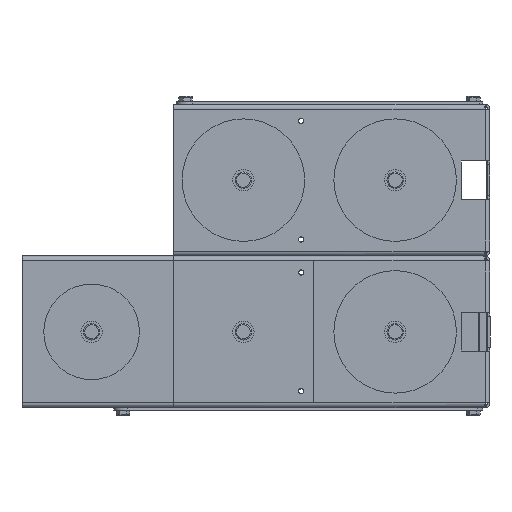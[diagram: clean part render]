
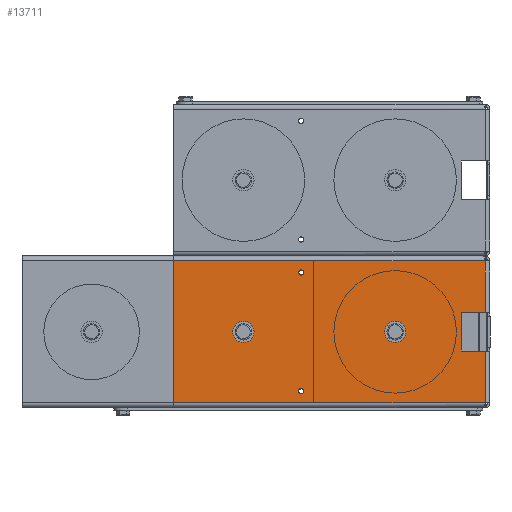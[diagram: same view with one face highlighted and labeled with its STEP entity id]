
A CAD part, front view. The second image highlights one B-rep face of the part: STEP entity #13711.
In plain terms, the highlighted planar face has unit normal (0, -1, 0).
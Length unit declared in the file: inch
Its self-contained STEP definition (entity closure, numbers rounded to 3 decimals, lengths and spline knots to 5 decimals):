
#523=FACE_BOUND('',#4870,.T.);
#524=FACE_BOUND('',#4871,.T.);
#525=FACE_BOUND('',#4872,.T.);
#526=FACE_BOUND('',#4873,.T.);
#812=PLANE('',#14939);
#1443=LINE('',#20899,#2686);
#1445=LINE('',#20905,#2688);
#1449=LINE('',#20915,#2692);
#1450=LINE('',#20917,#2693);
#1451=LINE('',#20919,#2694);
#1452=LINE('',#20921,#2695);
#1453=LINE('',#20923,#2696);
#1454=LINE('',#20925,#2697);
#1455=LINE('',#20927,#2698);
#1456=LINE('',#20929,#2699);
#1457=LINE('',#20931,#2700);
#1458=LINE('',#20932,#2701);
#2686=VECTOR('',#16757,0.3937);
#2688=VECTOR('',#16763,0.3937);
#2692=VECTOR('',#16771,0.3937);
#2693=VECTOR('',#16772,0.3937);
#2694=VECTOR('',#16773,0.3937);
#2695=VECTOR('',#16774,0.3937);
#2696=VECTOR('',#16775,0.3937);
#2697=VECTOR('',#16776,0.3937);
#2698=VECTOR('',#16777,0.3937);
#2699=VECTOR('',#16778,0.3937);
#2700=VECTOR('',#16779,0.3937);
#2701=VECTOR('',#16780,0.3937);
#4102=FACE_OUTER_BOUND('',#4869,.T.);
#4869=EDGE_LOOP('',(#10291,#10292,#10293,#10294,#10295,#10296,#10297,#10298,
#10299,#10300,#10301,#10302));
#4870=EDGE_LOOP('',(#10303));
#4871=EDGE_LOOP('',(#10304));
#4872=EDGE_LOOP('',(#10305));
#4873=EDGE_LOOP('',(#10306));
#5821=CIRCLE('',#14923,0.28);
#5823=CIRCLE('',#14926,0.28);
#5825=CIRCLE('',#14929,0.07);
#5827=CIRCLE('',#14932,0.07);
#6416=VERTEX_POINT('',#20871);
#6418=VERTEX_POINT('',#20877);
#6420=VERTEX_POINT('',#20883);
#6422=VERTEX_POINT('',#20889);
#6425=VERTEX_POINT('',#20896);
#6426=VERTEX_POINT('',#20898);
#6428=VERTEX_POINT('',#20904);
#6432=VERTEX_POINT('',#20914);
#6433=VERTEX_POINT('',#20916);
#6434=VERTEX_POINT('',#20918);
#6435=VERTEX_POINT('',#20920);
#6436=VERTEX_POINT('',#20922);
#6437=VERTEX_POINT('',#20924);
#6438=VERTEX_POINT('',#20926);
#6439=VERTEX_POINT('',#20928);
#6440=VERTEX_POINT('',#20930);
#7903=EDGE_CURVE('',#6416,#6416,#5821,.T.);
#7906=EDGE_CURVE('',#6418,#6418,#5823,.T.);
#7909=EDGE_CURVE('',#6420,#6420,#5825,.T.);
#7912=EDGE_CURVE('',#6422,#6422,#5827,.T.);
#7916=EDGE_CURVE('',#6425,#6426,#1443,.T.);
#7919=EDGE_CURVE('',#6428,#6426,#1445,.T.);
#7924=EDGE_CURVE('',#6432,#6425,#1449,.T.);
#7925=EDGE_CURVE('',#6433,#6432,#1450,.T.);
#7926=EDGE_CURVE('',#6434,#6433,#1451,.T.);
#7927=EDGE_CURVE('',#6435,#6434,#1452,.T.);
#7928=EDGE_CURVE('',#6435,#6436,#1453,.T.);
#7929=EDGE_CURVE('',#6436,#6437,#1454,.T.);
#7930=EDGE_CURVE('',#6437,#6438,#1455,.T.);
#7931=EDGE_CURVE('',#6438,#6439,#1456,.T.);
#7932=EDGE_CURVE('',#6439,#6440,#1457,.T.);
#7933=EDGE_CURVE('',#6440,#6428,#1458,.T.);
#10291=ORIENTED_EDGE('',*,*,#7916,.F.);
#10292=ORIENTED_EDGE('',*,*,#7924,.F.);
#10293=ORIENTED_EDGE('',*,*,#7925,.F.);
#10294=ORIENTED_EDGE('',*,*,#7926,.F.);
#10295=ORIENTED_EDGE('',*,*,#7927,.F.);
#10296=ORIENTED_EDGE('',*,*,#7928,.T.);
#10297=ORIENTED_EDGE('',*,*,#7929,.T.);
#10298=ORIENTED_EDGE('',*,*,#7930,.T.);
#10299=ORIENTED_EDGE('',*,*,#7931,.T.);
#10300=ORIENTED_EDGE('',*,*,#7932,.T.);
#10301=ORIENTED_EDGE('',*,*,#7933,.T.);
#10302=ORIENTED_EDGE('',*,*,#7919,.T.);
#10303=ORIENTED_EDGE('',*,*,#7903,.T.);
#10304=ORIENTED_EDGE('',*,*,#7906,.T.);
#10305=ORIENTED_EDGE('',*,*,#7909,.T.);
#10306=ORIENTED_EDGE('',*,*,#7912,.T.);
#13711=ADVANCED_FACE('',(#4102,#523,#524,#525,#526),#812,.T.);
#14923=AXIS2_PLACEMENT_3D('',#20872,#16727,#16728);
#14926=AXIS2_PLACEMENT_3D('',#20878,#16734,#16735);
#14929=AXIS2_PLACEMENT_3D('',#20884,#16741,#16742);
#14932=AXIS2_PLACEMENT_3D('',#20890,#16748,#16749);
#14939=AXIS2_PLACEMENT_3D('',#20913,#16769,#16770);
#16727=DIRECTION('center_axis',(0.,1.,0.));
#16728=DIRECTION('ref_axis',(-1.,0.,0.));
#16734=DIRECTION('center_axis',(0.,1.,0.));
#16735=DIRECTION('ref_axis',(-1.,0.,0.));
#16741=DIRECTION('center_axis',(0.,1.,0.));
#16742=DIRECTION('ref_axis',(-1.,0.,0.));
#16748=DIRECTION('center_axis',(0.,1.,0.));
#16749=DIRECTION('ref_axis',(-1.,0.,0.));
#16757=DIRECTION('',(0.,0.,-1.));
#16763=DIRECTION('',(1.,0.,0.));
#16769=DIRECTION('center_axis',(0.,-1.,0.));
#16770=DIRECTION('ref_axis',(0.,0.,-1.));
#16771=DIRECTION('',(1.,0.,0.));
#16772=DIRECTION('',(0.,0.,1.));
#16773=DIRECTION('',(-1.,0.,0.));
#16774=DIRECTION('',(0.,0.,-1.));
#16775=DIRECTION('',(-1.,0.,0.));
#16776=DIRECTION('',(0.,0.,1.));
#16777=DIRECTION('',(-1.,0.,0.));
#16778=DIRECTION('',(0.,0.,1.));
#16779=DIRECTION('',(1.,0.,0.));
#16780=DIRECTION('',(0.,0.,1.));
#20871=CARTESIAN_POINT('',(-2.22,-0.0635,0.));
#20872=CARTESIAN_POINT('Origin',(-2.5,-0.0635,
0.));
#20877=CARTESIAN_POINT('',(-6.22,-0.0635,0.));
#20878=CARTESIAN_POINT('Origin',(-6.5,-0.0635,
0.));
#20883=CARTESIAN_POINT('',(-4.91,-0.0635,-1.565));
#20884=CARTESIAN_POINT('Origin',(-4.98,-0.0635,-1.565));
#20889=CARTESIAN_POINT('',(-4.91,-0.0635,1.565));
#20890=CARTESIAN_POINT('Origin',(-4.98,-0.0635,1.565));
#20896=CARTESIAN_POINT('',(-0.127,-0.0635,1.873));
#20898=CARTESIAN_POINT('',(-0.127,-0.0635,0.505));
#20899=CARTESIAN_POINT('',(-0.127,-0.0635,0.));
#20904=CARTESIAN_POINT('',(-0.76,-0.0635,0.505));
#20905=CARTESIAN_POINT('',(0.,-0.0635,0.505));
#20913=CARTESIAN_POINT('Origin',(0.,-0.0635,0.));
#20914=CARTESIAN_POINT('',(-8.34,-0.0635,1.873));
#20915=CARTESIAN_POINT('',(-0.6063,-0.0635,1.873));
#20916=CARTESIAN_POINT('',(-8.34,-0.0635,-1.873));
#20917=CARTESIAN_POINT('',(-8.34,-0.0635,0.));
#20918=CARTESIAN_POINT('',(-0.127,-0.0635,-1.873));
#20919=CARTESIAN_POINT('',(-0.6063,-0.0635,-1.873));
#20920=CARTESIAN_POINT('',(-0.127,-0.0635,-0.505));
#20921=CARTESIAN_POINT('',(-0.127,-0.0635,0.));
#20922=CARTESIAN_POINT('',(-0.76,-0.0635,-0.505));
#20923=CARTESIAN_POINT('',(0.,-0.0635,-0.505));
#20924=CARTESIAN_POINT('',(-0.76,-0.0635,-0.475));
#20925=CARTESIAN_POINT('',(-0.76,-0.0635,-0.2275));
#20926=CARTESIAN_POINT('',(-0.7635,-0.0635,-0.475));
#20927=CARTESIAN_POINT('',(-0.38175,-0.0635,-0.475));
#20928=CARTESIAN_POINT('',(-0.7635,-0.0635,0.475));
#20929=CARTESIAN_POINT('',(-0.7635,-0.0635,0.2375));
#20930=CARTESIAN_POINT('',(-0.76,-0.0635,0.475));
#20931=CARTESIAN_POINT('',(-0.03175,-0.0635,0.475));
#20932=CARTESIAN_POINT('',(-0.76,-0.0635,0.2275));
